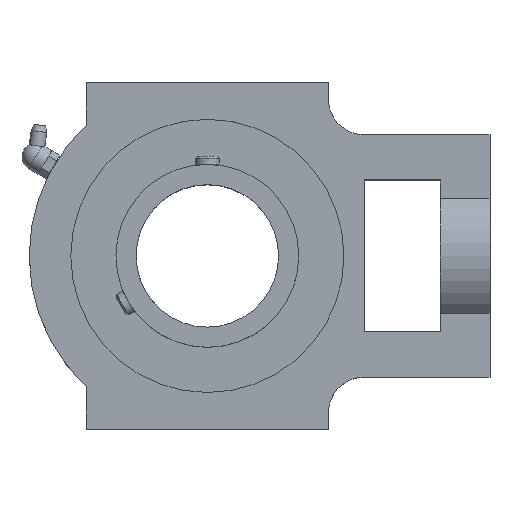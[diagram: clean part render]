
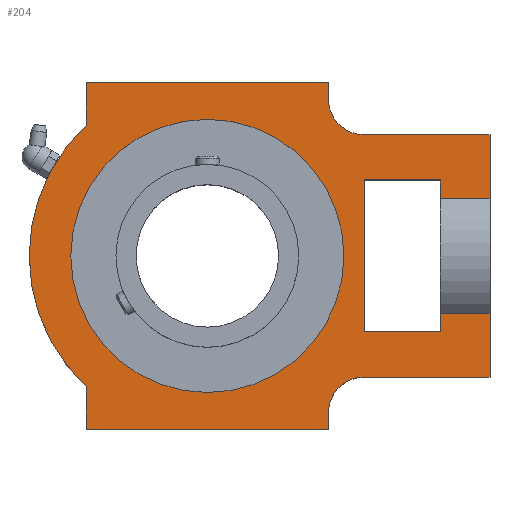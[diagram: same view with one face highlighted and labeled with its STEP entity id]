
A CAD part, top view. The second image highlights one B-rep face of the part: STEP entity #204.
In plain terms, the highlighted planar face has unit normal (0, 0, 1).
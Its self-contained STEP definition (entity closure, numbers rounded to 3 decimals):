
#204 = ADVANCED_FACE( '', ( #354, #355 ), #356, .T. );
#354 = FACE_BOUND( '', #567, .T. );
#355 = FACE_OUTER_BOUND( '', #568, .T. );
#356 = PLANE( '', #569 );
#567 = EDGE_LOOP( '', ( #905 ) );
#568 = EDGE_LOOP( '', ( #906, #907, #908, #909, #910, #911, #912, #913, #914, #915, #916, #917, #918, #919, #920, #921, #922, #923, #924, #925 ) );
#569 = AXIS2_PLACEMENT_3D( '', #926, #927, #928 );
#905 = ORIENTED_EDGE( '', *, *, #1408, .F. );
#906 = ORIENTED_EDGE( '', *, *, #1409, .T. );
#907 = ORIENTED_EDGE( '', *, *, #1410, .F. );
#908 = ORIENTED_EDGE( '', *, *, #1411, .T. );
#909 = ORIENTED_EDGE( '', *, *, #1412, .F. );
#910 = ORIENTED_EDGE( '', *, *, #1413, .T. );
#911 = ORIENTED_EDGE( '', *, *, #1414, .T. );
#912 = ORIENTED_EDGE( '', *, *, #1415, .T. );
#913 = ORIENTED_EDGE( '', *, *, #1416, .T. );
#914 = ORIENTED_EDGE( '', *, *, #1417, .T. );
#915 = ORIENTED_EDGE( '', *, *, #1418, .F. );
#916 = ORIENTED_EDGE( '', *, *, #1419, .T. );
#917 = ORIENTED_EDGE( '', *, *, #1420, .F. );
#918 = ORIENTED_EDGE( '', *, *, #1421, .F. );
#919 = ORIENTED_EDGE( '', *, *, #1422, .T. );
#920 = ORIENTED_EDGE( '', *, *, #1423, .F. );
#921 = ORIENTED_EDGE( '', *, *, #1424, .F. );
#922 = ORIENTED_EDGE( '', *, *, #1425, .F. );
#923 = ORIENTED_EDGE( '', *, *, #1426, .T. );
#924 = ORIENTED_EDGE( '', *, *, #1427, .T. );
#925 = ORIENTED_EDGE( '', *, *, #1428, .F. );
#926 = CARTESIAN_POINT( '', ( 98., 73., 21. ) );
#927 = DIRECTION( '', ( 0., 0., 1. ) );
#928 = DIRECTION( '', ( 1., 0., 0. ) );
#1408 = EDGE_CURVE( '', #1651, #1651, #1652, .T. );
#1409 = EDGE_CURVE( '', #1653, #1654, #1655, .T. );
#1410 = EDGE_CURVE( '', #1656, #1654, #1657, .T. );
#1411 = EDGE_CURVE( '', #1656, #1658, #1659, .T. );
#1412 = EDGE_CURVE( '', #1660, #1658, #1661, .T. );
#1413 = EDGE_CURVE( '', #1660, #1662, #1663, .T. );
#1414 = EDGE_CURVE( '', #1662, #1664, #1665, .T. );
#1415 = EDGE_CURVE( '', #1664, #1666, #1667, .T. );
#1416 = EDGE_CURVE( '', #1666, #1668, #1669, .T. );
#1417 = EDGE_CURVE( '', #1668, #1670, #1671, .T. );
#1418 = EDGE_CURVE( '', #1672, #1670, #1673, .T. );
#1419 = EDGE_CURVE( '', #1672, #1674, #1675, .T. );
#1420 = EDGE_CURVE( '', #1676, #1674, #1677, .T. );
#1421 = EDGE_CURVE( '', #1678, #1676, #1679, .T. );
#1422 = EDGE_CURVE( '', #1678, #1680, #1681, .T. );
#1423 = EDGE_CURVE( '', #1682, #1680, #1683, .T. );
#1424 = EDGE_CURVE( '', #1684, #1682, #1685, .T. );
#1425 = EDGE_CURVE( '', #1686, #1684, #1687, .T. );
#1426 = EDGE_CURVE( '', #1686, #1688, #1689, .T. );
#1427 = EDGE_CURVE( '', #1688, #1690, #1691, .T. );
#1428 = EDGE_CURVE( '', #1653, #1690, #1692, .T. );
#1651 = VERTEX_POINT( '', #2296 );
#1652 = CIRCLE( '', #2297, 57.5 );
#1653 = VERTEX_POINT( '', #2298 );
#1654 = VERTEX_POINT( '', #2299 );
#1655 = LINE( '', #2300, #2301 );
#1656 = VERTEX_POINT( '', #2302 );
#1657 = CIRCLE( '', #2303, 15. );
#1658 = VERTEX_POINT( '', #2304 );
#1659 = LINE( '', #2305, #2306 );
#1660 = VERTEX_POINT( '', #2307 );
#1661 = LINE( '', #2308, #2309 );
#1662 = VERTEX_POINT( '', #2310 );
#1663 = LINE( '', #2311, #2312 );
#1664 = VERTEX_POINT( '', #2313 );
#1665 = CIRCLE( '', #2314, 75. );
#1666 = VERTEX_POINT( '', #2315 );
#1667 = LINE( '', #2316, #2317 );
#1668 = VERTEX_POINT( '', #2318 );
#1669 = LINE( '', #2319, #2320 );
#1670 = VERTEX_POINT( '', #2321 );
#1671 = LINE( '', #2322, #2323 );
#1672 = VERTEX_POINT( '', #2324 );
#1673 = CIRCLE( '', #2325, 15. );
#1674 = VERTEX_POINT( '', #2326 );
#1675 = LINE( '', #2327, #2328 );
#1676 = VERTEX_POINT( '', #2329 );
#1677 = LINE( '', #2330, #2331 );
#1678 = VERTEX_POINT( '', #2332 );
#1679 = LINE( '', #2333, #2334 );
#1680 = VERTEX_POINT( '', #2335 );
#1681 = LINE( '', #2336, #2337 );
#1682 = VERTEX_POINT( '', #2338 );
#1683 = LINE( '', #2339, #2340 );
#1684 = VERTEX_POINT( '', #2341 );
#1685 = LINE( '', #2342, #2343 );
#1686 = VERTEX_POINT( '', #2344 );
#1687 = LINE( '', #2345, #2346 );
#1688 = VERTEX_POINT( '', #2347 );
#1689 = LINE( '', #2348, #2349 );
#1690 = VERTEX_POINT( '', #2350 );
#1691 = LINE( '', #2351, #2352 );
#1692 = LINE( '', #2353, #2354 );
#2296 = CARTESIAN_POINT( '', ( 57.5, 0., 21. ) );
#2297 = AXIS2_PLACEMENT_3D( '', #2737, #2738, #2739 );
#2298 = CARTESIAN_POINT( '', ( 119., 51., 21. ) );
#2299 = CARTESIAN_POINT( '', ( 66., 51., 21. ) );
#2300 = CARTESIAN_POINT( '', ( 119., 51., 21. ) );
#2301 = VECTOR( '', #2740, 1000. );
#2302 = CARTESIAN_POINT( '', ( 51., 66., 21. ) );
#2303 = AXIS2_PLACEMENT_3D( '', #2741, #2742, #2743 );
#2304 = CARTESIAN_POINT( '', ( 51., 73., 21. ) );
#2305 = CARTESIAN_POINT( '', ( 51., 66., 21. ) );
#2306 = VECTOR( '', #2744, 1000. );
#2307 = CARTESIAN_POINT( '', ( -51., 73., 21. ) );
#2308 = CARTESIAN_POINT( '', ( -96., 73., 21. ) );
#2309 = VECTOR( '', #2745, 1000. );
#2310 = CARTESIAN_POINT( '', ( -51., 54.991, 21. ) );
#2311 = CARTESIAN_POINT( '', ( -51., 73., 21. ) );
#2312 = VECTOR( '', #2746, 1000. );
#2313 = CARTESIAN_POINT( '', ( -51., -54.991, 21. ) );
#2314 = AXIS2_PLACEMENT_3D( '', #2747, #2748, #2749 );
#2315 = CARTESIAN_POINT( '', ( -51., -73., 21. ) );
#2316 = CARTESIAN_POINT( '', ( -51., -54.991, 21. ) );
#2317 = VECTOR( '', #2750, 1000. );
#2318 = CARTESIAN_POINT( '', ( 51., -73., 21. ) );
#2319 = CARTESIAN_POINT( '', ( -96., -73., 21. ) );
#2320 = VECTOR( '', #2751, 1000. );
#2321 = CARTESIAN_POINT( '', ( 51., -66., 21. ) );
#2322 = CARTESIAN_POINT( '', ( 51., -73., 21. ) );
#2323 = VECTOR( '', #2752, 1000. );
#2324 = CARTESIAN_POINT( '', ( 66., -51., 21. ) );
#2325 = AXIS2_PLACEMENT_3D( '', #2753, #2754, #2755 );
#2326 = CARTESIAN_POINT( '', ( 119., -51., 21. ) );
#2327 = CARTESIAN_POINT( '', ( 66., -51., 21. ) );
#2328 = VECTOR( '', #2756, 1000. );
#2329 = CARTESIAN_POINT( '', ( 119., -24.145, 21. ) );
#2330 = CARTESIAN_POINT( '', ( 119., -24.145, 21. ) );
#2331 = VECTOR( '', #2757, 1000. );
#2332 = CARTESIAN_POINT( '', ( 98., -24.145, 21. ) );
#2333 = CARTESIAN_POINT( '', ( 98., -24.145, 21. ) );
#2334 = VECTOR( '', #2758, 1000. );
#2335 = CARTESIAN_POINT( '', ( 98., -32., 21. ) );
#2336 = CARTESIAN_POINT( '', ( 98., -24.145, 21. ) );
#2337 = VECTOR( '', #2759, 1000. );
#2338 = CARTESIAN_POINT( '', ( 66., -32., 21. ) );
#2339 = CARTESIAN_POINT( '', ( 66., -32., 21. ) );
#2340 = VECTOR( '', #2760, 1000. );
#2341 = CARTESIAN_POINT( '', ( 66., 32., 21. ) );
#2342 = CARTESIAN_POINT( '', ( 66., 32., 21. ) );
#2343 = VECTOR( '', #2761, 1000. );
#2344 = CARTESIAN_POINT( '', ( 98., 32., 21. ) );
#2345 = CARTESIAN_POINT( '', ( 98., 32., 21. ) );
#2346 = VECTOR( '', #2762, 1000. );
#2347 = CARTESIAN_POINT( '', ( 98., 24.145, 21. ) );
#2348 = CARTESIAN_POINT( '', ( 98., 73., 21. ) );
#2349 = VECTOR( '', #2763, 1000. );
#2350 = CARTESIAN_POINT( '', ( 119., 24.145, 21. ) );
#2351 = CARTESIAN_POINT( '', ( 98., 24.145, 21. ) );
#2352 = VECTOR( '', #2764, 1000. );
#2353 = CARTESIAN_POINT( '', ( 119., 73., 21. ) );
#2354 = VECTOR( '', #2765, 1000. );
#2737 = CARTESIAN_POINT( '', ( 0., 0., 21. ) );
#2738 = DIRECTION( '', ( 0., 0., 1. ) );
#2739 = DIRECTION( '', ( 1., 0., 0. ) );
#2740 = DIRECTION( '', ( -1., 0., 0. ) );
#2741 = CARTESIAN_POINT( '', ( 66., 66., 21. ) );
#2742 = DIRECTION( '', ( 0., 0., 1. ) );
#2743 = DIRECTION( '', ( 1., 0., 0. ) );
#2744 = DIRECTION( '', ( 0., 1., 0. ) );
#2745 = DIRECTION( '', ( 1., 0., 0. ) );
#2746 = DIRECTION( '', ( 0., -1., 0. ) );
#2747 = CARTESIAN_POINT( '', ( 0., 0., 21. ) );
#2748 = DIRECTION( '', ( 0., 0., 1. ) );
#2749 = DIRECTION( '', ( 1., 0., 0. ) );
#2750 = DIRECTION( '', ( 0., -1., 0. ) );
#2751 = DIRECTION( '', ( 1., 0., 0. ) );
#2752 = DIRECTION( '', ( 0., 1., 0. ) );
#2753 = CARTESIAN_POINT( '', ( 66., -66., 21. ) );
#2754 = DIRECTION( '', ( 0., 0., 1. ) );
#2755 = DIRECTION( '', ( 1., 0., 0. ) );
#2756 = DIRECTION( '', ( 1., 0., 0. ) );
#2757 = DIRECTION( '', ( 0., -1., 0. ) );
#2758 = DIRECTION( '', ( 1., 0., 0. ) );
#2759 = DIRECTION( '', ( 0., -1., 0. ) );
#2760 = DIRECTION( '', ( 1., 0., 0. ) );
#2761 = DIRECTION( '', ( 0., -1., 0. ) );
#2762 = DIRECTION( '', ( -1., 0., 0. ) );
#2763 = DIRECTION( '', ( 0., -1., 0. ) );
#2764 = DIRECTION( '', ( 1., 0., 0. ) );
#2765 = DIRECTION( '', ( 0., -1., 0. ) );
